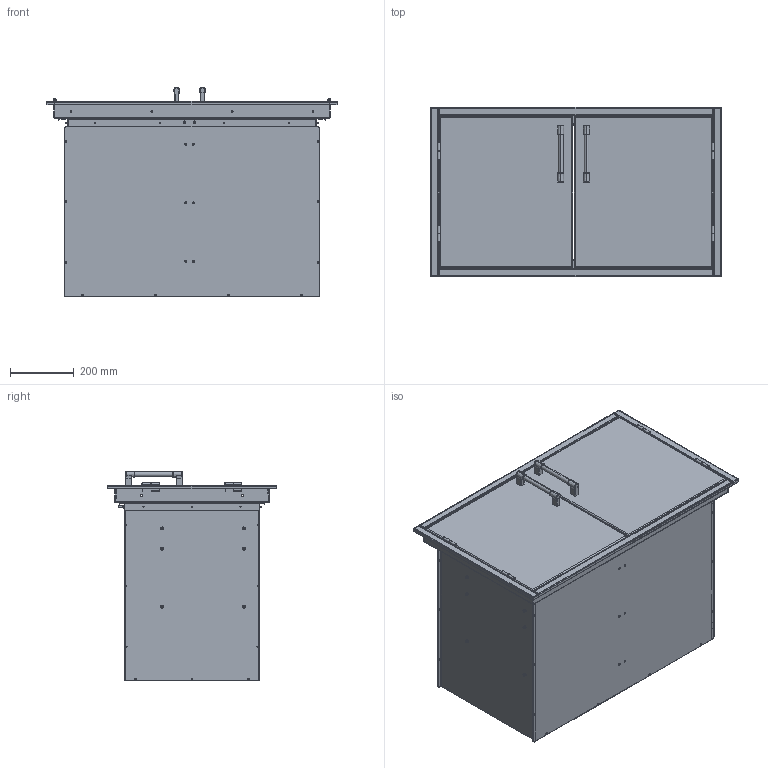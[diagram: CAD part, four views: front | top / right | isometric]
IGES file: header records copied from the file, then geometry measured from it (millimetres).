
Start section: SolidWorks IGES file using analytic representation for surfaces
Global section: file name: AXEDSP-36L.IGS; native system: SolidWorks 2017; preprocessor: SolidWorks 2017; author: jorge; date: 181004.140845; units: inch
Bounding box: 914.4 x 533.4 x 658.28 mm (x, y, z)
Surface area: 3072836.3 mm2 (no closed solid volume)
Topology: 0 solids, 0 shells, 1218 faces, 10438 edges, 10382 vertices
Faces by surface type: bspline 730, revolution 488
